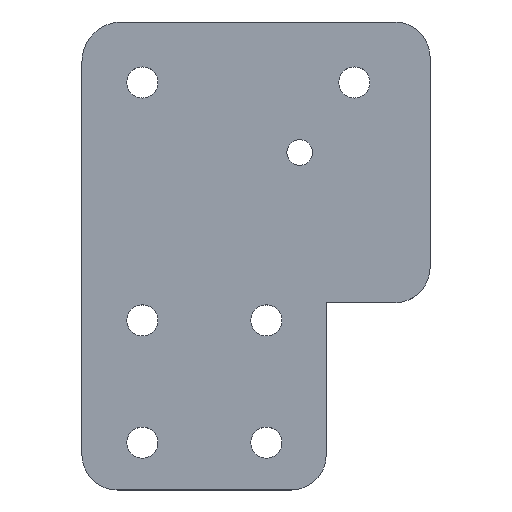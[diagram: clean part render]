
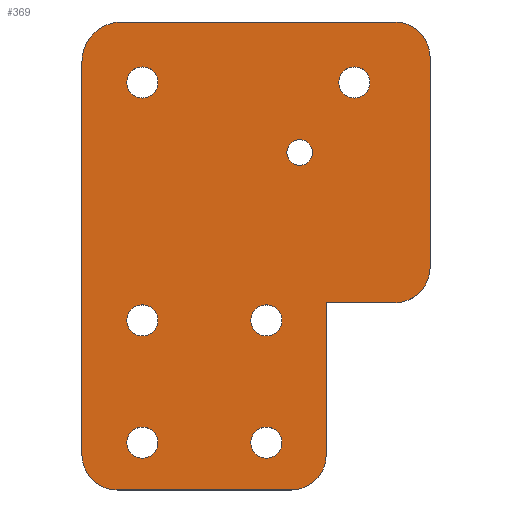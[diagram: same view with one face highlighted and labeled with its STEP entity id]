
A CAD part, top view. The second image highlights one B-rep face of the part: STEP entity #369.
In plain terms, the highlighted planar face has unit normal (0, 0, 1).
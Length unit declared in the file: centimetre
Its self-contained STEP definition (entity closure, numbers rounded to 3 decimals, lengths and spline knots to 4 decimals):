
#18=FACE_BOUND('',#70,.T.);
#19=FACE_BOUND('',#71,.T.);
#20=FACE_BOUND('',#72,.T.);
#21=FACE_BOUND('',#73,.T.);
#22=FACE_BOUND('',#74,.T.);
#23=FACE_BOUND('',#75,.T.);
#24=FACE_BOUND('',#76,.T.);
#40=PLANE('',#393);
#49=FACE_OUTER_BOUND('',#69,.T.);
#69=EDGE_LOOP('',(#269,#270,#271,#272,#273,#274,#275,#276,#277,#278,#279));
#70=EDGE_LOOP('',(#280));
#71=EDGE_LOOP('',(#281));
#72=EDGE_LOOP('',(#282));
#73=EDGE_LOOP('',(#283));
#74=EDGE_LOOP('',(#284));
#75=EDGE_LOOP('',(#285));
#76=EDGE_LOOP('',(#286));
#110=LINE('',#558,#133);
#113=LINE('',#564,#136);
#114=LINE('',#568,#137);
#115=LINE('',#572,#138);
#116=LINE('',#576,#139);
#117=LINE('',#578,#140);
#133=VECTOR('',#445,1.);
#136=VECTOR('',#450,1.);
#137=VECTOR('',#453,1.);
#138=VECTOR('',#456,1.);
#139=VECTOR('',#459,1.);
#140=VECTOR('',#460,1.);
#154=CIRCLE('',#390,0.575);
#156=CIRCLE('',#394,0.65);
#157=CIRCLE('',#395,0.575);
#158=CIRCLE('',#396,0.575);
#159=CIRCLE('',#397,0.575);
#160=CIRCLE('',#398,0.21);
#161=CIRCLE('',#399,0.255);
#162=CIRCLE('',#400,0.255);
#163=CIRCLE('',#401,0.255);
#164=CIRCLE('',#402,0.255);
#165=CIRCLE('',#403,0.255);
#166=CIRCLE('',#404,0.255);
#178=VERTEX_POINT('',#548);
#179=VERTEX_POINT('',#549);
#182=VERTEX_POINT('',#557);
#184=VERTEX_POINT('',#563);
#185=VERTEX_POINT('',#565);
#186=VERTEX_POINT('',#567);
#187=VERTEX_POINT('',#569);
#188=VERTEX_POINT('',#571);
#189=VERTEX_POINT('',#573);
#190=VERTEX_POINT('',#575);
#191=VERTEX_POINT('',#577);
#192=VERTEX_POINT('',#580);
#193=VERTEX_POINT('',#582);
#194=VERTEX_POINT('',#584);
#195=VERTEX_POINT('',#586);
#196=VERTEX_POINT('',#588);
#197=VERTEX_POINT('',#590);
#198=VERTEX_POINT('',#592);
#214=EDGE_CURVE('',#178,#179,#154,.T.);
#218=EDGE_CURVE('',#179,#182,#110,.T.);
#221=EDGE_CURVE('',#184,#178,#113,.T.);
#222=EDGE_CURVE('',#185,#184,#156,.T.);
#223=EDGE_CURVE('',#185,#186,#114,.F.);
#224=EDGE_CURVE('',#187,#186,#157,.T.);
#225=EDGE_CURVE('',#187,#188,#115,.F.);
#226=EDGE_CURVE('',#189,#188,#158,.T.);
#227=EDGE_CURVE('',#189,#190,#116,.F.);
#228=EDGE_CURVE('',#190,#191,#117,.F.);
#229=EDGE_CURVE('',#182,#191,#159,.T.);
#230=EDGE_CURVE('',#192,#192,#160,.T.);
#231=EDGE_CURVE('',#193,#193,#161,.T.);
#232=EDGE_CURVE('',#194,#194,#162,.T.);
#233=EDGE_CURVE('',#195,#195,#163,.T.);
#234=EDGE_CURVE('',#196,#196,#164,.T.);
#235=EDGE_CURVE('',#197,#197,#165,.T.);
#236=EDGE_CURVE('',#198,#198,#166,.T.);
#269=ORIENTED_EDGE('',*,*,#214,.F.);
#270=ORIENTED_EDGE('',*,*,#221,.F.);
#271=ORIENTED_EDGE('',*,*,#222,.F.);
#272=ORIENTED_EDGE('',*,*,#223,.T.);
#273=ORIENTED_EDGE('',*,*,#224,.F.);
#274=ORIENTED_EDGE('',*,*,#225,.T.);
#275=ORIENTED_EDGE('',*,*,#226,.F.);
#276=ORIENTED_EDGE('',*,*,#227,.T.);
#277=ORIENTED_EDGE('',*,*,#228,.T.);
#278=ORIENTED_EDGE('',*,*,#229,.F.);
#279=ORIENTED_EDGE('',*,*,#218,.F.);
#280=ORIENTED_EDGE('',*,*,#230,.T.);
#281=ORIENTED_EDGE('',*,*,#231,.T.);
#282=ORIENTED_EDGE('',*,*,#232,.T.);
#283=ORIENTED_EDGE('',*,*,#233,.T.);
#284=ORIENTED_EDGE('',*,*,#234,.T.);
#285=ORIENTED_EDGE('',*,*,#235,.T.);
#286=ORIENTED_EDGE('',*,*,#236,.T.);
#369=ADVANCED_FACE('',(#49,#18,#19,#20,#21,#22,#23,#24),#40,.T.);
#390=AXIS2_PLACEMENT_3D('',#550,#437,#438);
#393=AXIS2_PLACEMENT_3D('',#562,#448,#449);
#394=AXIS2_PLACEMENT_3D('',#566,#451,#452);
#395=AXIS2_PLACEMENT_3D('',#570,#454,#455);
#396=AXIS2_PLACEMENT_3D('',#574,#457,#458);
#397=AXIS2_PLACEMENT_3D('',#579,#461,#462);
#398=AXIS2_PLACEMENT_3D('',#581,#463,#464);
#399=AXIS2_PLACEMENT_3D('',#583,#465,#466);
#400=AXIS2_PLACEMENT_3D('',#585,#467,#468);
#401=AXIS2_PLACEMENT_3D('',#587,#469,#470);
#402=AXIS2_PLACEMENT_3D('',#589,#471,#472);
#403=AXIS2_PLACEMENT_3D('',#591,#473,#474);
#404=AXIS2_PLACEMENT_3D('',#593,#475,#476);
#437=DIRECTION('center_axis',(0.,0.,-1.));
#438=DIRECTION('ref_axis',(0.707,0.707,0.));
#445=DIRECTION('',(0.,-1.,0.));
#448=DIRECTION('center_axis',(0.,0.,1.));
#449=DIRECTION('ref_axis',(1.,0.,0.));
#450=DIRECTION('',(1.,0.,0.));
#451=DIRECTION('center_axis',(0.,0.,-1.));
#452=DIRECTION('ref_axis',(-0.707,0.707,0.));
#453=DIRECTION('',(0.,1.,0.));
#454=DIRECTION('center_axis',(0.,0.,-1.));
#455=DIRECTION('ref_axis',(-0.707,-0.707,0.));
#456=DIRECTION('',(-1.,0.,0.));
#457=DIRECTION('center_axis',(0.,0.,-1.));
#458=DIRECTION('ref_axis',(0.707,-0.707,0.));
#459=DIRECTION('',(0.,-1.,0.));
#460=DIRECTION('',(-1.,0.,0.));
#461=DIRECTION('center_axis',(0.,0.,-1.));
#462=DIRECTION('ref_axis',(0.707,-0.707,0.));
#463=DIRECTION('center_axis',(0.,0.,-1.));
#464=DIRECTION('ref_axis',(1.,0.,0.));
#465=DIRECTION('center_axis',(0.,0.,-1.));
#466=DIRECTION('ref_axis',(1.,0.,0.));
#467=DIRECTION('center_axis',(0.,0.,-1.));
#468=DIRECTION('ref_axis',(1.,0.,0.));
#469=DIRECTION('center_axis',(0.,0.,-1.));
#470=DIRECTION('ref_axis',(1.,0.,0.));
#471=DIRECTION('center_axis',(0.,0.,-1.));
#472=DIRECTION('ref_axis',(1.,0.,0.));
#473=DIRECTION('center_axis',(0.,0.,-1.));
#474=DIRECTION('ref_axis',(1.,0.,0.));
#475=DIRECTION('center_axis',(0.,0.,-1.));
#476=DIRECTION('ref_axis',(1.,0.,0.));
#548=CARTESIAN_POINT('',(5.285,5.885,0.3));
#549=CARTESIAN_POINT('',(5.86,5.31,0.3));
#550=CARTESIAN_POINT('Origin',(5.285,5.31,0.3));
#557=CARTESIAN_POINT('',(5.86,1.8656,0.3));
#558=CARTESIAN_POINT('',(5.86,1.3875,0.3));
#562=CARTESIAN_POINT('Origin',(0.,0.,0.3));
#563=CARTESIAN_POINT('',(0.81,5.885,0.3));
#564=CARTESIAN_POINT('',(2.08,5.885,0.3));
#565=CARTESIAN_POINT('',(0.16,5.235,0.3));
#566=CARTESIAN_POINT('Origin',(0.81,5.235,0.3));
#567=CARTESIAN_POINT('',(0.16,-1.2,0.3));
#568=CARTESIAN_POINT('',(0.16,0.9875,0.3));
#569=CARTESIAN_POINT('',(0.735,-1.775,0.3));
#570=CARTESIAN_POINT('Origin',(0.735,-1.2,0.3));
#571=CARTESIAN_POINT('',(3.585,-1.775,0.3));
#572=CARTESIAN_POINT('',(-2.05,-1.775,0.3));
#573=CARTESIAN_POINT('',(4.16,-1.2,0.3));
#574=CARTESIAN_POINT('Origin',(3.585,-1.2,0.3));
#575=CARTESIAN_POINT('',(4.16,1.2906,0.3));
#576=CARTESIAN_POINT('',(4.16,-0.9875,0.3));
#577=CARTESIAN_POINT('',(5.285,1.2906,0.3));
#578=CARTESIAN_POINT('',(2.08,1.2906,0.3));
#579=CARTESIAN_POINT('Origin',(5.285,1.8656,0.3));
#580=CARTESIAN_POINT('',(3.935,3.75,0.3));
#581=CARTESIAN_POINT('Origin',(3.725,3.75,0.3));
#582=CARTESIAN_POINT('',(4.875,4.895,0.3));
#583=CARTESIAN_POINT('Origin',(4.62,4.895,0.3));
#584=CARTESIAN_POINT('',(0.895,4.895,0.3));
#585=CARTESIAN_POINT('Origin',(1.15,4.895,0.3));
#586=CARTESIAN_POINT('',(3.435,-1.,0.3));
#587=CARTESIAN_POINT('Origin',(3.18,-1.,0.3));
#588=CARTESIAN_POINT('',(1.405,1.,0.3));
#589=CARTESIAN_POINT('Origin',(1.15,1.,0.3));
#590=CARTESIAN_POINT('',(1.405,-1.,0.3));
#591=CARTESIAN_POINT('Origin',(1.15,-1.,0.3));
#592=CARTESIAN_POINT('',(3.435,1.,0.3));
#593=CARTESIAN_POINT('Origin',(3.18,1.,0.3));
